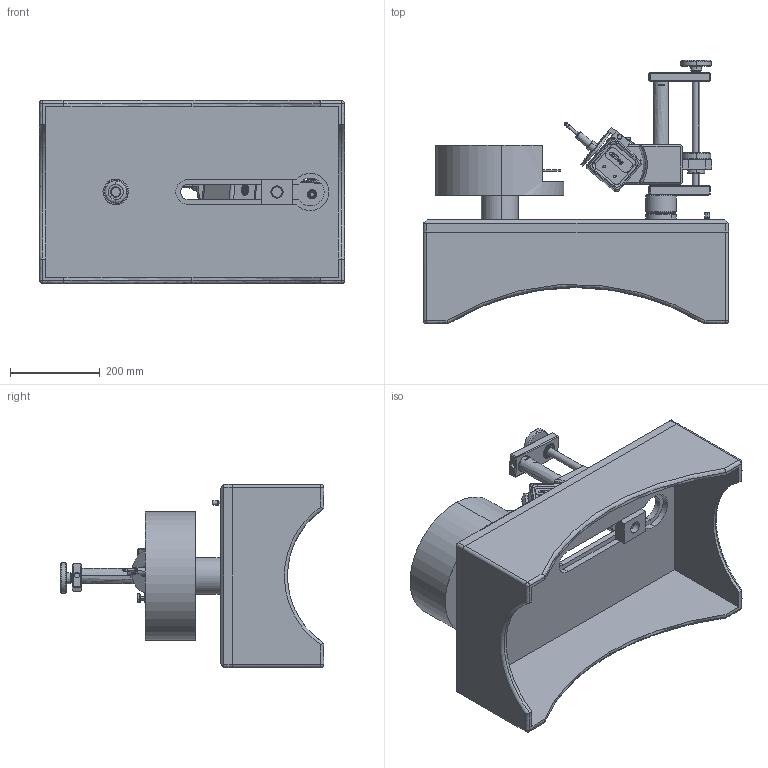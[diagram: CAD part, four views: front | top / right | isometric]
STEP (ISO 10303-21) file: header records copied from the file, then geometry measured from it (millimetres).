
FILE_DESCRIPTION(('FreeCAD Model'),'2;1');
FILE_NAME('Open CASCADE Shape Model','2025-05-04T03:00:47',('FreeCAD'),( 'FreeCAD'),'Open CASCADE STEP processor 7.6','FreeCAD','Unknown');
FILE_SCHEMA(('AUTOMOTIVE_DESIGN { 1 0 10303 214 1 1 1 1 }'));
Products named in the file (1): Open CASCADE STEP translator 7.6 1
Bounding box: 681.67 x 588.97 x 409 mm (x, y, z)
Volume: 15250539.9 mm3; surface area: 2295115.8 mm2
Topology: 45 solids, 45 shells, 2069 faces, 5215 edges, 3319 vertices
Faces by surface type: bspline 2069
Entity records: 66550 total; most frequent: CARTESIAN_POINT 35550, ORIENTED_EDGE 10370, EDGE_CURVE 5185, B_SPLINE_CURVE_WITH_KNOTS 3967, VERTEX_POINT 3319, FACE_BOUND 2308, EDGE_LOOP 2308, ADVANCED_FACE 2069
